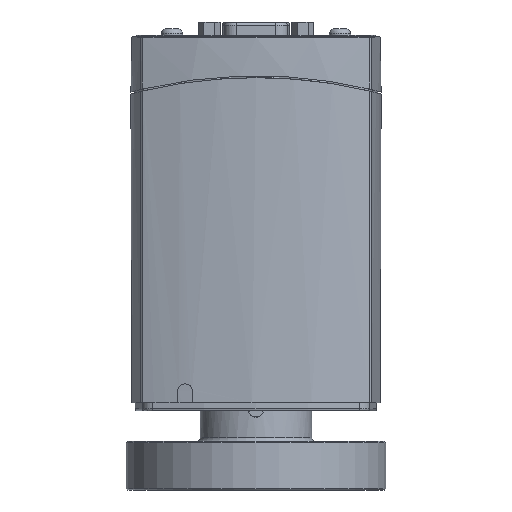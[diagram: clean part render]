
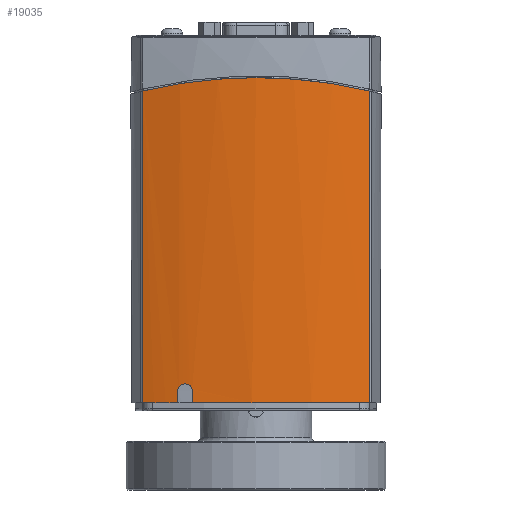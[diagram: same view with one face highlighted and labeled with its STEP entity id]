
A CAD part, front view. The second image highlights one B-rep face of the part: STEP entity #19035.
In plain terms, the highlighted cylindrical face has radius 100 mm (diameter 200 mm), a partial arc.
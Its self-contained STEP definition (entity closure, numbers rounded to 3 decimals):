
#2501=FACE_OUTER_BOUND('',#3470,.T.);
#3470=EDGE_LOOP('',(#15170,#15171,#15172,#15173,#15174,#15175,#15176,#15177,
#15178));
#3843=B_SPLINE_CURVE_WITH_KNOTS('',3,(#30740,#30741,#30742,#30743,#30744,
#30745,#30746,#30747,#30748,#30749,#30750,#30751,#30752,#30753,#30754,#30755,
#30756,#30757),.UNSPECIFIED.,.F.,.F.,(4,2,2,2,2,2,2,2,4),(0.,0.075,
0.151,0.227,0.304,0.381,
0.457,0.533,0.608),.UNSPECIFIED.);
#3844=B_SPLINE_CURVE_WITH_KNOTS('',3,(#30762,#30763,#30764,#30765,#30766,
#30767),.UNSPECIFIED.,.F.,.F.,(4,2,4),(3.287,4.714,
6.285),.UNSPECIFIED.);
#3845=B_SPLINE_CURVE_WITH_KNOTS('',3,(#30768,#30769,#30770,#30771,#30772,
#30773),.UNSPECIFIED.,.F.,.F.,(4,2,4),(6.285,7.856,
9.283),.UNSPECIFIED.);
#5103=LINE('',#30664,#6594);
#5104=LINE('',#30679,#6595);
#5108=LINE('',#30738,#6599);
#5109=LINE('',#30759,#6600);
#6594=VECTOR('',#24510,10.);
#6595=VECTOR('',#24513,10.);
#6599=VECTOR('',#24533,10.);
#6600=VECTOR('',#24534,10.);
#7343=CIRCLE('',#20459,100.);
#7344=CIRCLE('',#20460,100.);
#8800=VERTEX_POINT('',#30651);
#8801=VERTEX_POINT('',#30662);
#8803=VERTEX_POINT('',#30667);
#8804=VERTEX_POINT('',#30678);
#8812=VERTEX_POINT('',#30736);
#8813=VERTEX_POINT('',#30737);
#8814=VERTEX_POINT('',#30739);
#8815=VERTEX_POINT('',#30758);
#8816=VERTEX_POINT('',#30761);
#11017=EDGE_CURVE('',#8801,#8800,#5103,.T.);
#11019=EDGE_CURVE('',#8803,#8804,#5104,.T.);
#11032=EDGE_CURVE('',#8812,#8813,#5108,.T.);
#11033=EDGE_CURVE('',#8813,#8814,#3843,.T.);
#11034=EDGE_CURVE('',#8814,#8815,#5109,.T.);
#11035=EDGE_CURVE('',#8815,#8804,#7343,.T.);
#11036=EDGE_CURVE('',#8803,#8816,#3844,.T.);
#11037=EDGE_CURVE('',#8816,#8800,#3845,.T.);
#11038=EDGE_CURVE('',#8801,#8812,#7344,.T.);
#15170=ORIENTED_EDGE('',*,*,#11032,.T.);
#15171=ORIENTED_EDGE('',*,*,#11033,.T.);
#15172=ORIENTED_EDGE('',*,*,#11034,.T.);
#15173=ORIENTED_EDGE('',*,*,#11035,.T.);
#15174=ORIENTED_EDGE('',*,*,#11019,.F.);
#15175=ORIENTED_EDGE('',*,*,#11036,.T.);
#15176=ORIENTED_EDGE('',*,*,#11037,.T.);
#15177=ORIENTED_EDGE('',*,*,#11017,.F.);
#15178=ORIENTED_EDGE('',*,*,#11038,.T.);
#16366=CYLINDRICAL_SURFACE('',#20458,100.);
#19035=ADVANCED_FACE('',(#2501),#16366,.T.);
#20458=AXIS2_PLACEMENT_3D('',#30735,#24531,#24532);
#20459=AXIS2_PLACEMENT_3D('',#30760,#24535,#24536);
#20460=AXIS2_PLACEMENT_3D('',#30774,#24537,#24538);
#24510=DIRECTION('',(0.,0.,1.));
#24513=DIRECTION('',(0.,0.,-1.));
#24531=DIRECTION('center_axis',(0.,0.,
1.));
#24532=DIRECTION('ref_axis',(-0.308,-0.951,0.));
#24533=DIRECTION('',(0.,0.,1.));
#24534=DIRECTION('',(0.,0.,-1.));
#24535=DIRECTION('center_axis',(0.,0.,
1.));
#24536=DIRECTION('ref_axis',(-0.308,-0.951,0.));
#24537=DIRECTION('center_axis',(0.,0.,
1.));
#24538=DIRECTION('ref_axis',(-0.308,-0.951,0.));
#30651=CARTESIAN_POINT('',(-30.462,-23.247,83.381));
#30662=CARTESIAN_POINT('',(-30.462,-23.247,0.));
#30664=CARTESIAN_POINT('',(-30.462,-23.247,0.));
#30667=CARTESIAN_POINT('',(30.462,-23.247,83.381));
#30678=CARTESIAN_POINT('',(30.462,-23.247,0.));
#30679=CARTESIAN_POINT('',(30.462,-23.247,0.));
#30735=CARTESIAN_POINT('Origin',(0.,72.,0.));
#30736=CARTESIAN_POINT('',(-21.,-25.77,0.));
#30737=CARTESIAN_POINT('',(-21.,-25.77,3.));
#30738=CARTESIAN_POINT('',(-21.,-25.77,0.));
#30739=CARTESIAN_POINT('',(-17.,-26.544,3.));
#30740=CARTESIAN_POINT('Ctrl Pts',(-21.,-25.77,
3.));
#30741=CARTESIAN_POINT('Ctrl Pts',(-21.,-25.77,
3.251));
#30742=CARTESIAN_POINT('Ctrl Pts',(-20.95,-25.781,
3.518));
#30743=CARTESIAN_POINT('Ctrl Pts',(-20.747,-25.824,
4.009));
#30744=CARTESIAN_POINT('Ctrl Pts',(-20.595,-25.856,
4.232));
#30745=CARTESIAN_POINT('Ctrl Pts',(-20.241,-25.93,
4.589));
#30746=CARTESIAN_POINT('Ctrl Pts',(-20.015,-25.977,
4.744));
#30747=CARTESIAN_POINT('Ctrl Pts',(-19.52,-26.077,
4.95));
#30748=CARTESIAN_POINT('Ctrl Pts',(-19.252,-26.13,
5.));
#30749=CARTESIAN_POINT('Ctrl Pts',(-18.75,-26.227,5.));
#30750=CARTESIAN_POINT('Ctrl Pts',(-18.483,-26.277,
4.95));
#30751=CARTESIAN_POINT('Ctrl Pts',(-17.99,-26.369,
4.747));
#30752=CARTESIAN_POINT('Ctrl Pts',(-17.764,-26.41,
4.593));
#30753=CARTESIAN_POINT('Ctrl Pts',(-17.409,-26.473,
4.237));
#30754=CARTESIAN_POINT('Ctrl Pts',(-17.255,-26.5,
4.013));
#30755=CARTESIAN_POINT('Ctrl Pts',(-17.051,-26.536,3.52));
#30756=CARTESIAN_POINT('Ctrl Pts',(-17.,-26.544,
3.252));
#30757=CARTESIAN_POINT('Ctrl Pts',(-17.,-26.544,
3.));
#30758=CARTESIAN_POINT('',(-17.,-26.544,0.));
#30759=CARTESIAN_POINT('',(-17.,-26.544,0.));
#30760=CARTESIAN_POINT('Origin',(0.,72.,0.));
#30761=CARTESIAN_POINT('',(0.,-28.,87.));
#30762=CARTESIAN_POINT('Ctrl Pts',(30.462,-23.247,83.381));
#30763=CARTESIAN_POINT('Ctrl Pts',(25.756,-24.752,84.515));
#30764=CARTESIAN_POINT('Ctrl Pts',(20.898,-25.917,85.404));
#30765=CARTESIAN_POINT('Ctrl Pts',(10.641,-27.581,86.677));
#30766=CARTESIAN_POINT('Ctrl Pts',(5.238,-28.,87.));
#30767=CARTESIAN_POINT('Ctrl Pts',(0.,-28.,87.));
#30768=CARTESIAN_POINT('Ctrl Pts',(0.,-28.,87.));
#30769=CARTESIAN_POINT('Ctrl Pts',(-5.238,-28.,
87.));
#30770=CARTESIAN_POINT('Ctrl Pts',(-10.641,-27.581,86.677));
#30771=CARTESIAN_POINT('Ctrl Pts',(-20.898,-25.917,
85.404));
#30772=CARTESIAN_POINT('Ctrl Pts',(-25.756,-24.752,
84.515));
#30773=CARTESIAN_POINT('Ctrl Pts',(-30.462,-23.247,
83.381));
#30774=CARTESIAN_POINT('Origin',(0.,72.,0.));
